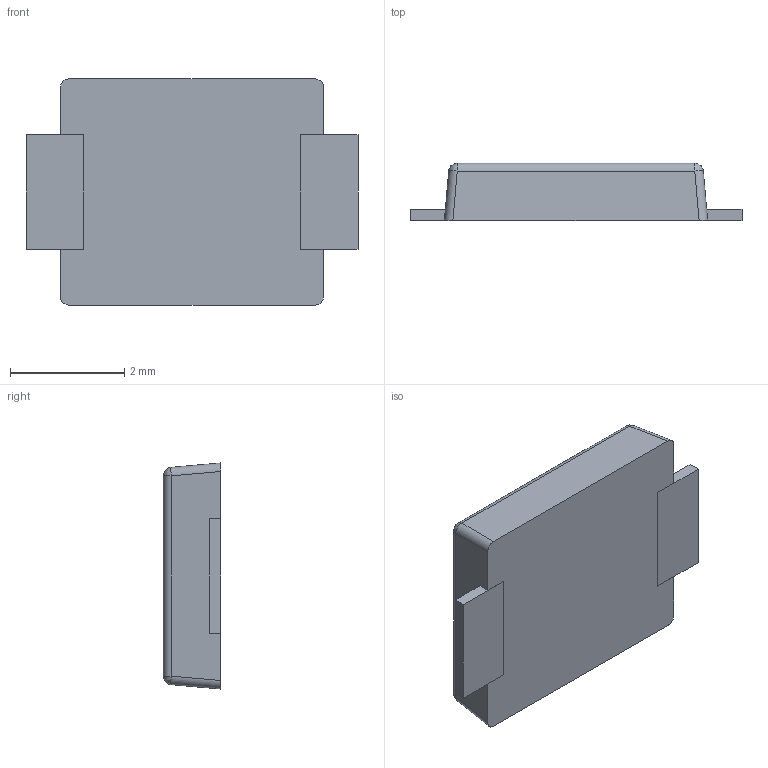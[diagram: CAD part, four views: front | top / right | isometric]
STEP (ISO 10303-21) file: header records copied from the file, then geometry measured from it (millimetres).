
FILE_DESCRIPTION (( 'STEP AP214' ), '1' );
FILE_NAME ('C3277078-F3FC-461C-8A8A-B6B628AAC689.STEP', '2024-05-21T15:22:18', ( '' ), ( '' ), 'SwSTEP 2.0', 'SolidWorks 2022', '' );
FILE_SCHEMA (( 'AUTOMOTIVE_DESIGN' ));
Length unit declared in the file: millimetre
Products named in the file (1): C3277078-F3FC-461C-8A8A-B6B628AAC689
Bounding box: 5.8 x 1 x 3.95 mm (x, y, z)
Volume: 17.8 mm3; surface area: 55.9 mm2
Topology: 1 solids, 1 shells, 152 faces, 381 edges, 241 vertices
Faces by surface type: plane 94, bspline 50, cylinder 8
Entity records: 8357 total; most frequent: CARTESIAN_POINT 3503, ORIENTED_EDGE 762, DIRECTION 503, EDGE_CURVE 381, VECTOR 273, LINE 273, VERTEX_POINT 241, EDGE_LOOP 162
